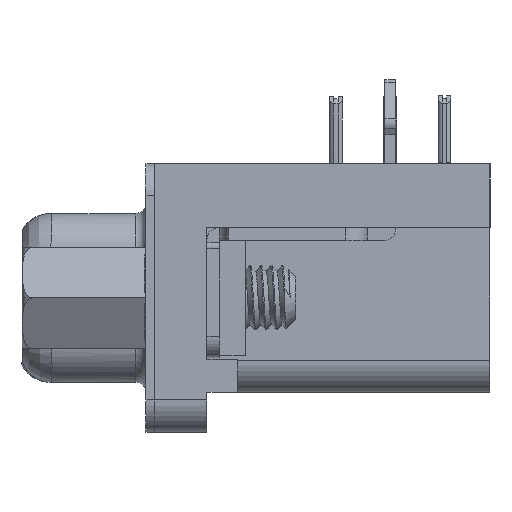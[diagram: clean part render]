
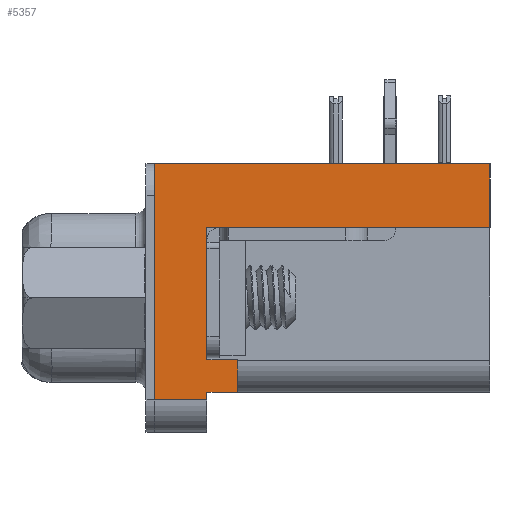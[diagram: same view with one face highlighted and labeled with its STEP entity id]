
A CAD part, left-side view. The second image highlights one B-rep face of the part: STEP entity #5357.
In plain terms, the highlighted planar face has unit normal (-1, 0, 0).
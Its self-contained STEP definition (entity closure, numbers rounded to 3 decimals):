
#34=DIRECTION('',(0.,0.,1.));
#35=VECTOR('',#34,11.05);
#36=CARTESIAN_POINT('',(-15.4,0.,-4.775));
#37=LINE('',#36,#35);
#206=DIRECTION('',(0.,0.,1.));
#207=VECTOR('',#206,6.19);
#208=CARTESIAN_POINT('',(-15.4,-2.45,-2.895));
#209=LINE('',#208,#207);
#268=DIRECTION('',(0.,0.,1.));
#269=VECTOR('',#268,0.35);
#270=CARTESIAN_POINT('',(-15.4,-2.45,-4.775));
#271=LINE('',#270,#269);
#561=DIRECTION('',(0.,1.,0.));
#562=VECTOR('',#561,15.7);
#563=CARTESIAN_POINT('',(-15.4,-15.7,6.275));
#564=LINE('',#563,#562);
#685=DIRECTION('',(0.,-1.,0.));
#686=VECTOR('',#685,2.45);
#687=CARTESIAN_POINT('',(-15.4,0.,-4.775));
#688=LINE('',#687,#686);
#689=DIRECTION('',(0.,0.,-1.));
#690=VECTOR('',#689,2.98);
#691=CARTESIAN_POINT('',(-15.4,-15.7,6.275));
#692=LINE('',#691,#690);
#693=DIRECTION('',(0.,1.,0.));
#694=VECTOR('',#693,13.25);
#695=CARTESIAN_POINT('',(-15.4,-15.7,3.295));
#696=LINE('',#695,#694);
#697=DIRECTION('',(0.,-1.,0.));
#698=VECTOR('',#697,1.45);
#699=CARTESIAN_POINT('',(-15.4,-2.45,-2.895));
#700=LINE('',#699,#698);
#701=DIRECTION('',(0.,0.,-1.));
#702=VECTOR('',#701,1.53);
#703=CARTESIAN_POINT('',(-15.4,-3.9,-2.895));
#704=LINE('',#703,#702);
#705=DIRECTION('',(0.,1.,0.));
#706=VECTOR('',#705,1.45);
#707=CARTESIAN_POINT('',(-15.4,-3.9,-4.425));
#708=LINE('',#707,#706);
#3634=CARTESIAN_POINT('',(-15.4,-3.9,-2.895));
#3635=CARTESIAN_POINT('',(-15.4,-3.9,-4.425));
#3636=VERTEX_POINT('',#3634);
#3637=VERTEX_POINT('',#3635);
#3638=CARTESIAN_POINT('',(-15.4,-2.45,-2.895));
#3640=VERTEX_POINT('',#3638);
#3650=CARTESIAN_POINT('',(-15.4,-2.45,3.295));
#3651=VERTEX_POINT('',#3650);
#3660=CARTESIAN_POINT('',(-15.4,-2.45,-4.425));
#3661=VERTEX_POINT('',#3660);
#4408=CARTESIAN_POINT('',(-15.4,-2.45,-4.775));
#4410=VERTEX_POINT('',#4408);
#4414=CARTESIAN_POINT('',(-15.4,0.,-4.775));
#4415=VERTEX_POINT('',#4414);
#4416=CARTESIAN_POINT('',(-15.4,0.,6.275));
#4417=VERTEX_POINT('',#4416);
#4480=CARTESIAN_POINT('',(-15.4,-15.7,6.275));
#4481=CARTESIAN_POINT('',(-15.4,-15.7,3.295));
#4482=VERTEX_POINT('',#4480);
#4483=VERTEX_POINT('',#4481);
#5338=CARTESIAN_POINT('',(-15.4,0.,-6.275));
#5339=DIRECTION('',(-1.,0.,0.));
#5340=DIRECTION('',(0.,0.,1.));
#5341=AXIS2_PLACEMENT_3D('',#5338,#5339,#5340);
#5342=PLANE('',#5341);
#5343=ORIENTED_EDGE('',*,*,#5333,.F.);
#5344=ORIENTED_EDGE('',*,*,#4547,.T.);
#5345=ORIENTED_EDGE('',*,*,#5135,.F.);
#5346=ORIENTED_EDGE('',*,*,#4902,.T.);
#5347=ORIENTED_EDGE('',*,*,#5269,.T.);
#5348=ORIENTED_EDGE('',*,*,#4739,.F.);
#5349=ORIENTED_EDGE('',*,*,#4804,.T.);
#5351=ORIENTED_EDGE('',*,*,#5350,.T.);
#5353=ORIENTED_EDGE('',*,*,#5352,.T.);
#5354=ORIENTED_EDGE('',*,*,#4785,.F.);
#5355=EDGE_LOOP('',(#5343,#5344,#5345,#5346,#5347,#5348,#5349,#5351,#5353,
#5354));
#5356=FACE_OUTER_BOUND('',#5355,.F.);
#4547=EDGE_CURVE('',#4415,#4417,#37,.T.);
#4739=EDGE_CURVE('',#3640,#3651,#209,.T.);
#4785=EDGE_CURVE('',#4410,#3661,#271,.T.);
#4804=EDGE_CURVE('',#3640,#3636,#700,.T.);
#4902=EDGE_CURVE('',#4482,#4483,#692,.T.);
#5135=EDGE_CURVE('',#4482,#4417,#564,.T.);
#5269=EDGE_CURVE('',#4483,#3651,#696,.T.);
#5333=EDGE_CURVE('',#4415,#4410,#688,.T.);
#5350=EDGE_CURVE('',#3636,#3637,#704,.T.);
#5352=EDGE_CURVE('',#3637,#3661,#708,.T.);
#5357=ADVANCED_FACE('',(#5356),#5342,.T.);
